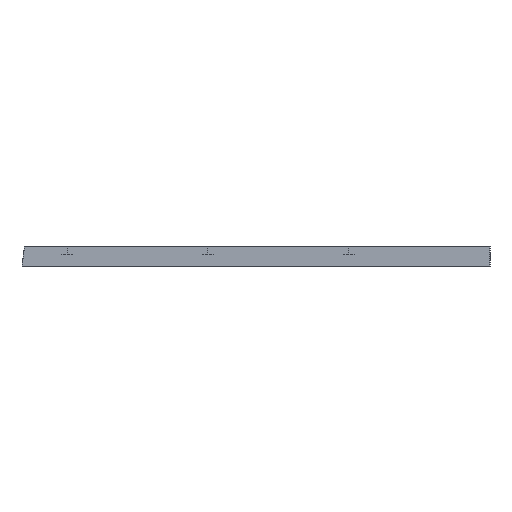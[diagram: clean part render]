
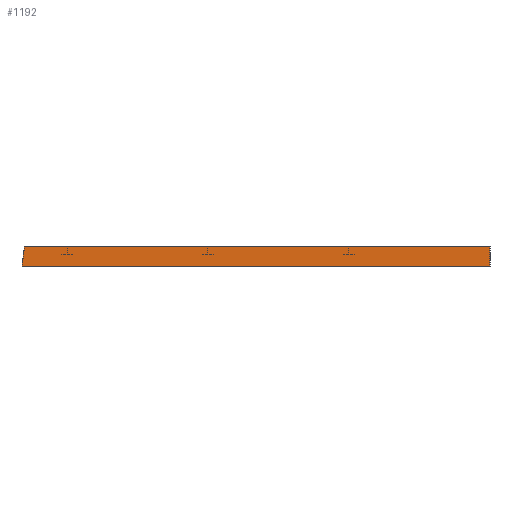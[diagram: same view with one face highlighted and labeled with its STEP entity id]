
A CAD part, left-side view. The second image highlights one B-rep face of the part: STEP entity #1192.
In plain terms, the highlighted planar face has unit normal (-1, 0, 0).
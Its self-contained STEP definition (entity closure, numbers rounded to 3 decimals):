
#35 = CARTESIAN_POINT ( 'NONE',  ( 0., 232.685, 10. ) ) ;
#37 = CARTESIAN_POINT ( 'NONE',  ( 0., 0., 10. ) ) ;
#111 = VECTOR ( 'NONE', #568, 1000. ) ;
#183 = ORIENTED_EDGE ( 'NONE', *, *, #1085, .T. ) ;
#380 = LINE ( 'NONE', #1982, #2744 ) ;
#537 = VECTOR ( 'NONE', #987, 1000. ) ;
#548 = EDGE_CURVE ( 'NONE', #881, #790, #2202, .T. ) ;
#568 = DIRECTION ( 'NONE',  ( 0., -1., 0. ) ) ;
#574 = DIRECTION ( 'NONE',  ( 0., 0., -1. ) ) ;
#622 = ORIENTED_EDGE ( 'NONE', *, *, #3022, .F. ) ;
#650 = EDGE_CURVE ( 'NONE', #1384, #790, #380, .T. ) ;
#763 = LINE ( 'NONE', #1694, #111 ) ;
#790 = VERTEX_POINT ( 'NONE', #1442 ) ;
#881 = VERTEX_POINT ( 'NONE', #37 ) ;
#987 = DIRECTION ( 'NONE',  ( 0., 0.13, -0.991 ) ) ;
#1075 = AXIS2_PLACEMENT_3D ( 'NONE', #2432, #2928, #574 ) ;
#1085 = EDGE_CURVE ( 'NONE', #1145, #1384, #2119, .T. ) ;
#1145 = VERTEX_POINT ( 'NONE', #35 ) ;
#1161 = VECTOR ( 'NONE', #1784, 1000. ) ;
#1192 = ADVANCED_FACE ( 'NONE', ( #1944 ), #2463, .F. ) ;
#1384 = VERTEX_POINT ( 'NONE', #2628 ) ;
#1442 = CARTESIAN_POINT ( 'NONE',  ( 0., 0., 0. ) ) ;
#1694 = CARTESIAN_POINT ( 'NONE',  ( 0., 0., 10. ) ) ;
#1784 = DIRECTION ( 'NONE',  ( 0., 0., -1. ) ) ;
#1885 = CARTESIAN_POINT ( 'NONE',  ( 0., 234., 0. ) ) ;
#1944 = FACE_OUTER_BOUND ( 'NONE', #2691, .T. ) ;
#1982 = CARTESIAN_POINT ( 'NONE',  ( 0., 0., 0. ) ) ;
#2119 = LINE ( 'NONE', #1885, #537 ) ;
#2202 = LINE ( 'NONE', #2469, #1161 ) ;
#2432 = CARTESIAN_POINT ( 'NONE',  ( 0., 0., 10. ) ) ;
#2463 = PLANE ( 'NONE',  #1075 ) ;
#2469 = CARTESIAN_POINT ( 'NONE',  ( 0., 0., 10. ) ) ;
#2561 = ORIENTED_EDGE ( 'NONE', *, *, #548, .F. ) ;
#2628 = CARTESIAN_POINT ( 'NONE',  ( 0., 234., 0. ) ) ;
#2691 = EDGE_LOOP ( 'NONE', ( #183, #2793, #2561, #622 ) ) ;
#2744 = VECTOR ( 'NONE', #2903, 1000. ) ;
#2793 = ORIENTED_EDGE ( 'NONE', *, *, #650, .T. ) ;
#2903 = DIRECTION ( 'NONE',  ( 0., -1., 0. ) ) ;
#2928 = DIRECTION ( 'NONE',  ( 1., 0., 0. ) ) ;
#3022 = EDGE_CURVE ( 'NONE', #1145, #881, #763, .T. ) ;
